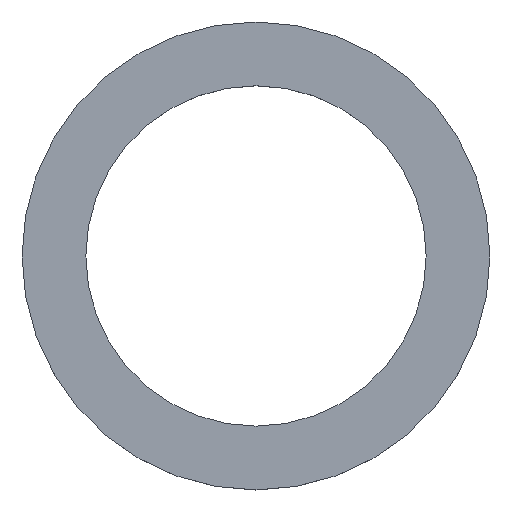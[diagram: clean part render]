
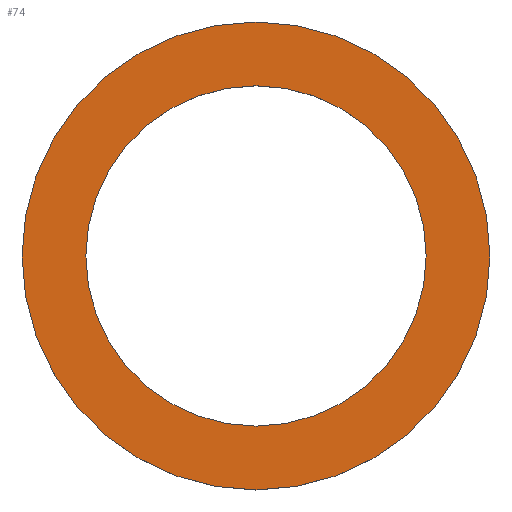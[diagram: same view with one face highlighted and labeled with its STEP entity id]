
A CAD part, top view. The second image highlights one B-rep face of the part: STEP entity #74.
In plain terms, the highlighted planar face has unit normal (0, 0, 1).
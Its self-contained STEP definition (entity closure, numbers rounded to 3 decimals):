
#14=FACE_BOUND('',#27,.T.);
#16=PLANE('',#104);
#22=FACE_OUTER_BOUND('',#26,.T.);
#26=EDGE_LOOP('',(#64,#65));
#27=EDGE_LOOP('',(#66));
#34=CIRCLE('',#97,8.);
#36=CIRCLE('',#100,11.);
#37=CIRCLE('',#101,11.);
#40=VERTEX_POINT('',#132);
#42=VERTEX_POINT('',#138);
#43=VERTEX_POINT('',#139);
#46=EDGE_CURVE('',#40,#40,#34,.T.);
#49=EDGE_CURVE('',#42,#43,#36,.T.);
#50=EDGE_CURVE('',#43,#42,#37,.T.);
#64=ORIENTED_EDGE('',*,*,#49,.T.);
#65=ORIENTED_EDGE('',*,*,#50,.T.);
#66=ORIENTED_EDGE('',*,*,#46,.T.);
#74=ADVANCED_FACE('',(#22,#14),#16,.T.);
#97=AXIS2_PLACEMENT_3D('',#133,#110,#111);
#100=AXIS2_PLACEMENT_3D('',#140,#117,#118);
#101=AXIS2_PLACEMENT_3D('',#141,#119,#120);
#104=AXIS2_PLACEMENT_3D('',#147,#126,#127);
#110=DIRECTION('center_axis',(0.,0.,-1.));
#111=DIRECTION('ref_axis',(-1.,0.,0.));
#117=DIRECTION('center_axis',(0.,0.,1.));
#118=DIRECTION('ref_axis',(1.,0.,0.));
#119=DIRECTION('center_axis',(0.,0.,1.));
#120=DIRECTION('ref_axis',(1.,0.,0.));
#126=DIRECTION('center_axis',(0.,0.,1.));
#127=DIRECTION('ref_axis',(1.,0.,0.));
#132=CARTESIAN_POINT('',(8.,0.,1.3));
#133=CARTESIAN_POINT('Origin',(0.,0.,1.3));
#138=CARTESIAN_POINT('',(11.,0.,1.3));
#139=CARTESIAN_POINT('',(-11.,0.,1.3));
#140=CARTESIAN_POINT('Origin',(0.,0.,1.3));
#141=CARTESIAN_POINT('Origin',(0.,0.,1.3));
#147=CARTESIAN_POINT('Origin',(0.,0.,1.3));
